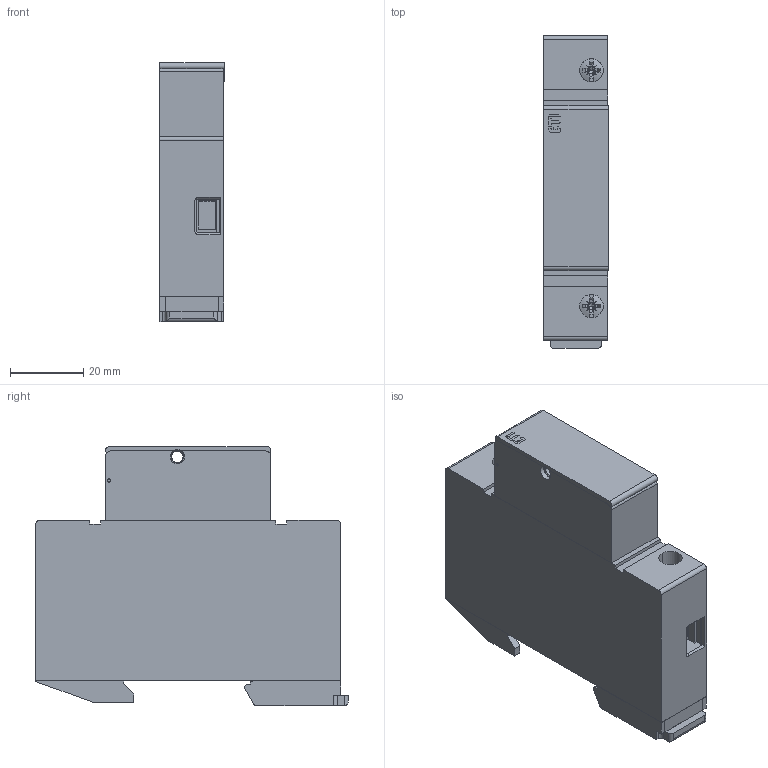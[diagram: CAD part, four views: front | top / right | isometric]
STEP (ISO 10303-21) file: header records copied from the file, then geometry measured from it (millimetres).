
FILE_DESCRIPTION((''),'2;1');
FILE_NAME('ASM0054_ASM','2021-01-18T',('marketing.praksa'),('Audax d.o.o.'),'CREO PARAMETRIC BY PTC INC, 2017480','CREO PARAMETRIC BY PTC INC, 2017480','');
FILE_SCHEMA(('AUTOMOTIVE_DESIGN { 1 0 10303 214 1 1 1 1 }'));
Products named in the file (31): PCF10_1P_2_1_1_2_3_4_1_1_2_3_17; PCF10_1P_2_1_1_2_3_4_1_1_2_3_18; PCF10_1P_2_1_1_2_3_4_1_1_2_3_19; PCF10_1P_2_1_1_2_3_4_1_1_2__20; PCF10_1P_2_1_1_2_3_4_1_1_2_3_16_ASM; TMP_DWG_65_1_1_1_2_1_2_1_1_2_13; TMP_DWG_65_1_2_1_2_1_2_1_1_2_13; TMP_DWG_65_1_3_1_2_1_2_1_1_2_13; ASM0008_1_2_ASM_1_1_2_ASM_1__11_ASM; ASM0031_ASM_1_1_2_ASM_1_1_2_3_8_ASM; PCF10_1P_2_1_1_1_1_2_1_1_2_3__9; ASM0032_ASM_1_ASM_1_1_2_ASM__19_ASM; ASM0033_ASM_1_1_2_ASM_1_1_2_3_9_ASM; PCF_8_1P_ASM_1_1_2_ASM_1_1_2_10_ASM; BODY_1P_1_1_2_3_4_5; ASM0041_ASM_1_1_2_3_4_5; PRT0009_1_1_2_3_4_5; PCF10_1P_2_1_1_2_3_1_1_2_3_4_31; PCF10_1P_2_1_1_2_3_1_1_2_3_4_33; PCF10_1P_2_1_1_2_3_1_1_2_3_4_34; PCF10_1P_2_1_1_2_3_1_1_2_3_4_32_ASM; PCF_8_1P_ASM_1_1_ASM_1_1_2_3__7_ASM; ASM0035_ASM_1_1_2_3_ASM_1_1_2_4_ASM; ASM0042_ASM_1_1_2_3_4_ASM; OPEN_CASCADE_STEP_TRANSLATOR_32; OPEN_CASCADE_STEP_TRANSLAT-4_20; OPEN_CASCADE_STEP_TRANSLA-11_20; OPEN_CASCADE_STEP_TRANSLATOR_33_ASM; ASM0043_ASM_1_1_2_3_4_ASM; ASM0036_ASM_1_1_2_3_4_5_6_7_8_9_ASM; ASM0054_ASM
Assembly tree (30 placements, depth 7):
  ASM0054_ASM
    ASM0036_ASM_1_1_2_3_4_5_6_7_8_9_ASM
      PCF_8_1P_ASM_1_1_2_ASM_1_1_2_10_ASM
        PCF10_1P_2_1_1_2_3_4_1_1_2_3_16_ASM
          PCF10_1P_2_1_1_2_3_4_1_1_2_3_17
          PCF10_1P_2_1_1_2_3_4_1_1_2_3_18
          PCF10_1P_2_1_1_2_3_4_1_1_2_3_19
          PCF10_1P_2_1_1_2_3_4_1_1_2__20
        ASM0031_ASM_1_1_2_ASM_1_1_2_3_8_ASM
          ASM0008_1_2_ASM_1_1_2_ASM_1__11_ASM
            TMP_DWG_65_1_1_1_2_1_2_1_1_2_13
            TMP_DWG_65_1_2_1_2_1_2_1_1_2_13
            TMP_DWG_65_1_3_1_2_1_2_1_1_2_13
        ASM0033_ASM_1_1_2_ASM_1_1_2_3_9_ASM
          ASM0032_ASM_1_ASM_1_1_2_ASM__19_ASM
            PCF10_1P_2_1_1_1_1_2_1_1_2_3__9
      BODY_1P_1_1_2_3_4_5
      ASM0041_ASM_1_1_2_3_4_5
      PRT0009_1_1_2_3_4_5
      ASM0042_ASM_1_1_2_3_4_ASM
        ASM0035_ASM_1_1_2_3_ASM_1_1_2_4_ASM
          PCF_8_1P_ASM_1_1_ASM_1_1_2_3__7_ASM
            PCF10_1P_2_1_1_2_3_1_1_2_3_4_32_ASM
              PCF10_1P_2_1_1_2_3_1_1_2_3_4_31
              PCF10_1P_2_1_1_2_3_1_1_2_3_4_33
              PCF10_1P_2_1_1_2_3_1_1_2_3_4_34
      ASM0043_ASM_1_1_2_3_4_ASM
        OPEN_CASCADE_STEP_TRANSLATOR_33_ASM
          OPEN_CASCADE_STEP_TRANSLATOR_32
          OPEN_CASCADE_STEP_TRANSLAT-4_20
          OPEN_CASCADE_STEP_TRANSLA-11_20
Bounding box: 17.75 x 85.31 x 70.86 mm (x, y, z)
Volume: 80423.4 mm3; surface area: 22312.5 mm2
Topology: 12 solids, 20 shells, 644 faces, 1743 edges, 1160 vertices
Faces by surface type: plane 461, cylinder 93, bspline 64, cone 20, sphere 4, torus 2
Entity records: 30843 total; most frequent: CARTESIAN_POINT 8142, ORIENTED_EDGE 3396, DIRECTION 3112, EDGE_CURVE 1735, VECTOR 1240, LINE 1240, PRESENTATION_STYLE_ASSIGNMENT 1206, STYLED_ITEM 1206
